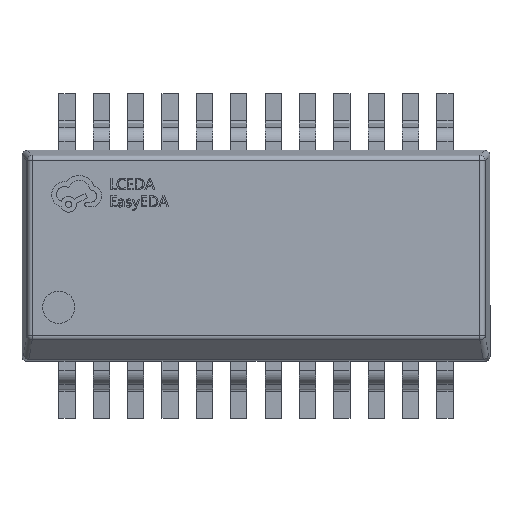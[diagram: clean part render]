
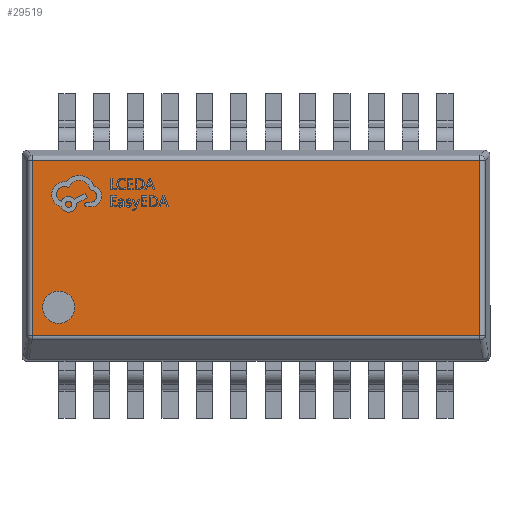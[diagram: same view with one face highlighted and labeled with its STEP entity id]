
A CAD part, top view. The second image highlights one B-rep face of the part: STEP entity #29519.
In plain terms, the highlighted planar face has unit normal (0, 0, 1).
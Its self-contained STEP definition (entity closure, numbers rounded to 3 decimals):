
#700 = EDGE_CURVE ( 'NONE', #26333, #35346, #25710, .T. ) ;
#834 = VECTOR ( 'NONE', #29330, 1000. ) ;
#3793 = EDGE_CURVE ( 'NONE', #19230, #24880, #23292, .T. ) ;
#4232 = PLANE ( 'NONE',  #30969 ) ;
#6032 = LINE ( 'NONE', #17768, #834 ) ;
#6302 = DIRECTION ( 'NONE',  ( 0., 0., 1. ) ) ;
#7134 = VECTOR ( 'NONE', #34748, 1000. ) ;
#7224 = ORIENTED_EDGE ( 'NONE', *, *, #700, .T. ) ;
#7333 = FACE_OUTER_BOUND ( 'NONE', #36532, .T. ) ;
#8527 = CARTESIAN_POINT ( 'NONE',  ( -3.646, -0.949, 1.4 ) ) ;
#8711 = DIRECTION ( 'NONE',  ( 0., 0., 1. ) ) ;
#9081 = CARTESIAN_POINT ( 'NONE',  ( -4.135, -1.478, 1.4 ) ) ;
#9301 = EDGE_LOOP ( 'NONE', ( #28337, #36346 ) ) ;
#9514 = VECTOR ( 'NONE', #23478, 1000. ) ;
#9682 = ORIENTED_EDGE ( 'NONE', *, *, #11931, .T. ) ;
#11530 = CIRCLE ( 'NONE', #18920, 0.298 ) ;
#11931 = EDGE_CURVE ( 'NONE', #37254, #26333, #32529, .T. ) ;
#15995 = DIRECTION ( 'NONE',  ( 0., 0., 1. ) ) ;
#16286 = CARTESIAN_POINT ( 'NONE',  ( -4.135, 1.76, 1.4 ) ) ;
#17768 = CARTESIAN_POINT ( 'NONE',  ( 4.135, 0., 1.4 ) ) ;
#17859 = VECTOR ( 'NONE', #35034, 1000. ) ;
#17890 = CARTESIAN_POINT ( 'NONE',  ( 0., 1.76, 1.4 ) ) ;
#18087 = ORIENTED_EDGE ( 'NONE', *, *, #20708, .T. ) ;
#18327 = CARTESIAN_POINT ( 'NONE',  ( -3.348, -0.949, 1.4 ) ) ;
#18920 = AXIS2_PLACEMENT_3D ( 'NONE', #8527, #8711, #31998 ) ;
#19230 = VERTEX_POINT ( 'NONE', #18327 ) ;
#20462 = CARTESIAN_POINT ( 'NONE',  ( -4.135, 0., 1.4 ) ) ;
#20708 = EDGE_CURVE ( 'NONE', #23531, #37254, #6032, .T. ) ;
#22759 = CARTESIAN_POINT ( 'NONE',  ( 0., -1.478, 1.4 ) ) ;
#23292 = CIRCLE ( 'NONE', #27502, 0.298 ) ;
#23478 = DIRECTION ( 'NONE',  ( 0., -1., 0. ) ) ;
#23531 = VERTEX_POINT ( 'NONE', #31265 ) ;
#24880 = VERTEX_POINT ( 'NONE', #35023 ) ;
#25710 = LINE ( 'NONE', #20462, #9514 ) ;
#26333 = VERTEX_POINT ( 'NONE', #16286 ) ;
#27502 = AXIS2_PLACEMENT_3D ( 'NONE', #32480, #6302, #29610 ) ;
#27535 = CARTESIAN_POINT ( 'NONE',  ( 4.135, 1.76, 1.4 ) ) ;
#27759 = DIRECTION ( 'NONE',  ( 1., 0., 0. ) ) ;
#28337 = ORIENTED_EDGE ( 'NONE', *, *, #3793, .F. ) ;
#28420 = EDGE_CURVE ( 'NONE', #35346, #23531, #37273, .T. ) ;
#29330 = DIRECTION ( 'NONE',  ( 0., 1., 0. ) ) ;
#29519 = ADVANCED_FACE ( 'NONE', ( #31014, #7333 ), #4232, .T. ) ;
#29610 = DIRECTION ( 'NONE',  ( 1., 0., 0. ) ) ;
#30014 = EDGE_CURVE ( 'NONE', #24880, #19230, #11530, .T. ) ;
#30451 = CARTESIAN_POINT ( 'NONE',  ( 0., 0., 1.4 ) ) ;
#30969 = AXIS2_PLACEMENT_3D ( 'NONE', #30451, #15995, #27759 ) ;
#31014 = FACE_BOUND ( 'NONE', #9301, .T. ) ;
#31265 = CARTESIAN_POINT ( 'NONE',  ( 4.135, -1.478, 1.4 ) ) ;
#31548 = ORIENTED_EDGE ( 'NONE', *, *, #28420, .T. ) ;
#31998 = DIRECTION ( 'NONE',  ( 1., 0., 0. ) ) ;
#32480 = CARTESIAN_POINT ( 'NONE',  ( -3.646, -0.949, 1.4 ) ) ;
#32529 = LINE ( 'NONE', #17890, #17859 ) ;
#34748 = DIRECTION ( 'NONE',  ( 1., 0., 0. ) ) ;
#35023 = CARTESIAN_POINT ( 'NONE',  ( -3.944, -0.949, 1.4 ) ) ;
#35034 = DIRECTION ( 'NONE',  ( -1., 0., 0. ) ) ;
#35346 = VERTEX_POINT ( 'NONE', #9081 ) ;
#36346 = ORIENTED_EDGE ( 'NONE', *, *, #30014, .F. ) ;
#36532 = EDGE_LOOP ( 'NONE', ( #18087, #9682, #7224, #31548 ) ) ;
#37254 = VERTEX_POINT ( 'NONE', #27535 ) ;
#37273 = LINE ( 'NONE', #22759, #7134 ) ;
